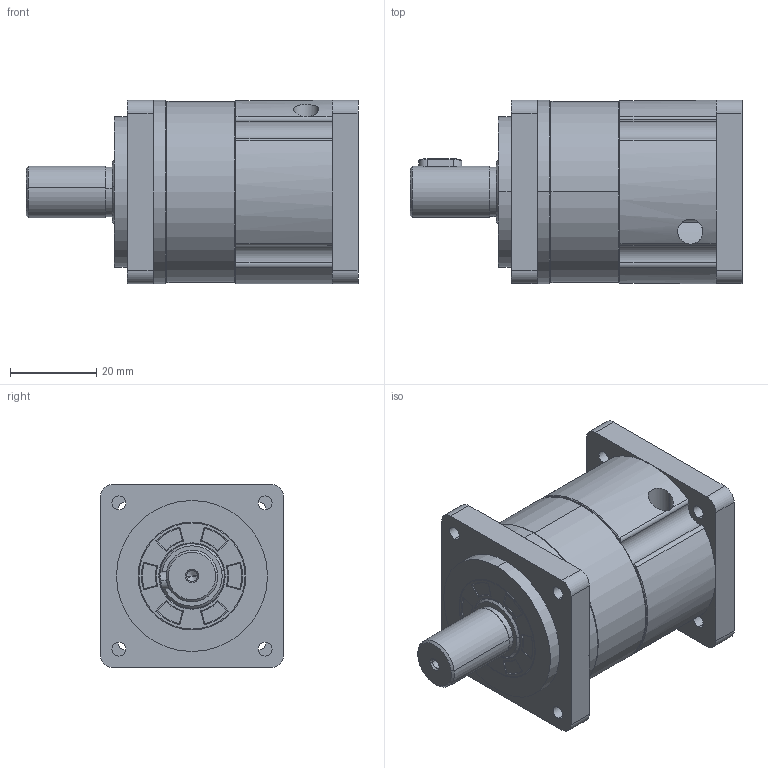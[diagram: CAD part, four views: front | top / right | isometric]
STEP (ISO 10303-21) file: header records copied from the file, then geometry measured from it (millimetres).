
FILE_DESCRIPTION (( 'STEP AP203' ), '1' );
FILE_NAME ('S42_L1(SP)俋罠.STEP', '2016-05-17T07:19:38', ( '' ), ( '' ), 'SwSTEP 2.0', 'SolidWorks 2015', '' );
FILE_SCHEMA (( 'CONFIG_CONTROL_DESIGN' ));
Length unit declared in the file: millimetre
Products named in the file (9): S-42倰_源倰菁釱-祭筳SP; 嵞創6902_15-28-7; S-42型_入力軸; S-42倰_堤薯嵞; 雙頭圓鍵_4-4-10; 蚐猾_VC 15-25-4; S-42倰_源倛奻屳; S42_L1(SP)俋罠; S-42型_內齒環
Assembly tree (8 placements, depth 2):
  S42_L1(SP)俋罠
    S-42倰_源倰菁釱-祭筳SP
    S-42型_內齒環
    S-42倰_源倛奻屳
    S-42倰_堤薯嵞
    蚐猾_VC 15-25-4
    嵞創6902_15-28-7
    S-42型_入力軸
    雙頭圓鍵_4-4-10
Bounding box: 77 x 42.5 x 42.5 mm (x, y, z)
Volume: 59157.7 mm3; surface area: 33076.2 mm2
Topology: 9 solids, 9 shells, 354 faces, 818 edges, 513 vertices
Faces by surface type: cylinder 168, plane 92, cone 70, torus 24
Entity records: 11435 total; most frequent: CARTESIAN_POINT 2078, DIRECTION 1934, ORIENTED_EDGE 1628, EDGE_CURVE 814, AXIS2_PLACEMENT_3D 799, VERTEX_POINT 513, CIRCLE 434, EDGE_LOOP 429
